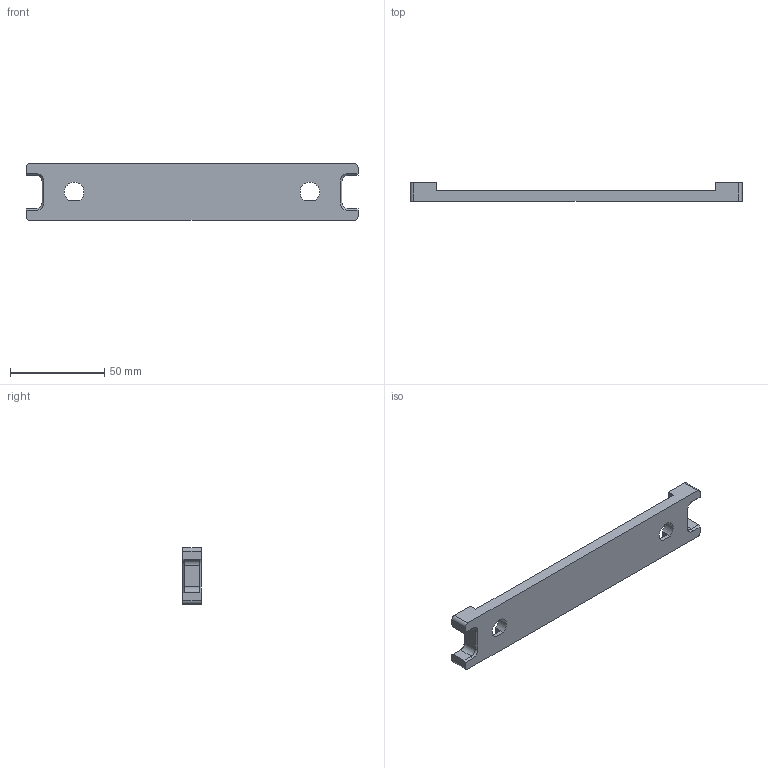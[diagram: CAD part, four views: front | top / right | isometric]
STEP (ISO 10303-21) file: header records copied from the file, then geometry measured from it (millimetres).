
FILE_DESCRIPTION(/* description */ (''),/* implementation_level */ '2;1');
FILE_NAME(/* name */ 'Spigot Plate.stp',/* time_stamp */ '2018-04-24T03:35:04-07:00',/* author */ ('IEUser'),/* organization */ (''),/* preprocessor_version */ 'ST-DEVELOPER v17',/* originating_system */ 'Autodesk Inventor 2019',/* authorisation */ '');
FILE_SCHEMA (('AUTOMOTIVE_DESIGN { 1 0 10303 214 3 1 1 }'));
Length unit declared in the file: millimetre
Products named in the file (1): LR Spigot Plate
Bounding box: 176 x 10 x 30 mm (x, y, z)
Volume: 30535.8 mm3; surface area: 13462.8 mm2
Topology: 1 solids, 1 shells, 56 faces, 148 edges, 92 vertices
Faces by surface type: plane 38, cylinder 10, cone 8
Entity records: 1747 total; most frequent: CARTESIAN_POINT 297, ORIENTED_EDGE 296, DIRECTION 290, EDGE_CURVE 148, LINE 120, VECTOR 120, VERTEX_POINT 92, AXIS2_PLACEMENT_3D 85
